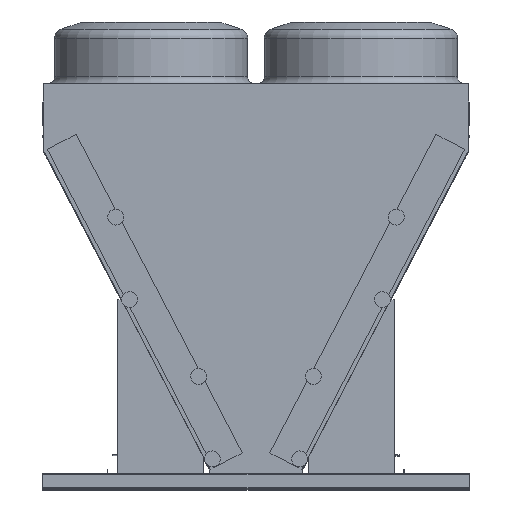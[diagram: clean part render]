
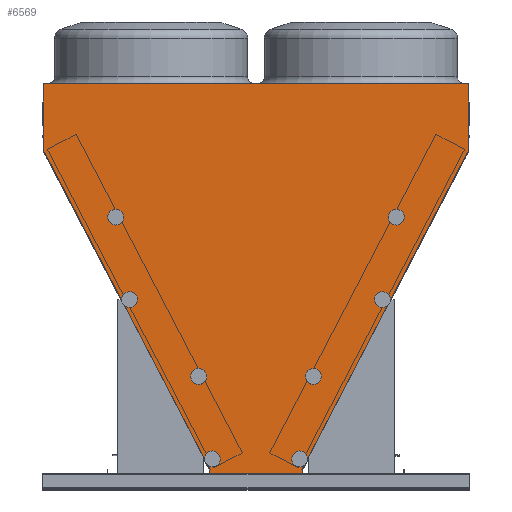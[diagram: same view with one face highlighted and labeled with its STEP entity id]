
A CAD part, top view. The second image highlights one B-rep face of the part: STEP entity #6569.
In plain terms, the highlighted planar face has unit normal (0, 0, 1).
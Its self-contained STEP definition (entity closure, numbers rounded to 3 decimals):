
#11 = LINE ( 'NONE', #11371, #17694 ) ;
#467 = DIRECTION ( 'NONE',  ( 0., 0., -1. ) ) ;
#522 = EDGE_CURVE ( 'NONE', #5660, #20479, #21574, .T. ) ;
#913 = EDGE_CURVE ( 'NONE', #9631, #13863, #19858, .T. ) ;
#1077 = LINE ( 'NONE', #10411, #13480 ) ;
#1863 = EDGE_CURVE ( 'NONE', #12933, #19510, #17918, .T. ) ;
#2015 = VERTEX_POINT ( 'NONE', #15931 ) ;
#2031 = DIRECTION ( 'NONE',  ( 0.462, 0.887, 0. ) ) ;
#2108 = DIRECTION ( 'NONE',  ( 0., 1., 0. ) ) ;
#2173 = ORIENTED_EDGE ( 'NONE', *, *, #5011, .T. ) ;
#2254 = CARTESIAN_POINT ( 'NONE',  ( -1136.282, 2083.62, 0. ) ) ;
#2534 = VECTOR ( 'NONE', #11666, 1000. ) ;
#2670 = PLANE ( 'NONE',  #25426 ) ;
#2863 = VERTEX_POINT ( 'NONE', #3737 ) ;
#2868 = ORIENTED_EDGE ( 'NONE', *, *, #24234, .T. ) ;
#2922 = LINE ( 'NONE', #21712, #4382 ) ;
#3029 = EDGE_CURVE ( 'NONE', #2015, #9995, #26670, .T. ) ;
#3042 = DIRECTION ( 'NONE',  ( 0., 1., 0. ) ) ;
#3176 = CARTESIAN_POINT ( 'NONE',  ( 245.39, 20.232, 0. ) ) ;
#3253 = VECTOR ( 'NONE', #13183, 1000. ) ;
#3737 = CARTESIAN_POINT ( 'NONE',  ( 279.893, 0., 0. ) ) ;
#3793 = CARTESIAN_POINT ( 'NONE',  ( 246.893, 1.482, 0. ) ) ;
#3848 = DIRECTION ( 'NONE',  ( -0.463, 0.886, 0. ) ) ;
#3886 = CARTESIAN_POINT ( 'NONE',  ( -1136.282, 1727.462, 0. ) ) ;
#4123 = VECTOR ( 'NONE', #11631, 1000. ) ;
#4192 = VECTOR ( 'NONE', #7615, 1000. ) ;
#4382 = VECTOR ( 'NONE', #10780, 1000. ) ;
#4388 = CARTESIAN_POINT ( 'NONE',  ( 246.893, 17.358, 0. ) ) ;
#4540 = CARTESIAN_POINT ( 'NONE',  ( -246.893, 17.358, 0. ) ) ;
#4551 = CARTESIAN_POINT ( 'NONE',  ( 279.893, 1.482, 0. ) ) ;
#4569 = CARTESIAN_POINT ( 'NONE',  ( -1127.739, 1711.053, 0. ) ) ;
#5011 = EDGE_CURVE ( 'NONE', #19510, #15500, #9604, .T. ) ;
#5175 = ORIENTED_EDGE ( 'NONE', *, *, #17878, .T. ) ;
#5192 = VERTEX_POINT ( 'NONE', #11785 ) ;
#5516 = VECTOR ( 'NONE', #22193, 1000. ) ;
#5660 = VERTEX_POINT ( 'NONE', #13452 ) ;
#5893 = VERTEX_POINT ( 'NONE', #27479 ) ;
#6033 = LINE ( 'NONE', #20247, #18187 ) ;
#6041 = CARTESIAN_POINT ( 'NONE',  ( 279.893, 0., 0. ) ) ;
#6190 = EDGE_CURVE ( 'NONE', #9995, #5192, #19771, .T. ) ;
#6317 = ORIENTED_EDGE ( 'NONE', *, *, #3029, .T. ) ;
#6459 = CARTESIAN_POINT ( 'NONE',  ( -246.893, 1.482, 0. ) ) ;
#6461 = CARTESIAN_POINT ( 'NONE',  ( -279.893, 0., 0. ) ) ;
#6569 = ADVANCED_FACE ( 'NONE', ( #22460 ), #2670, .F. ) ;
#6620 = CARTESIAN_POINT ( 'NONE',  ( -246.893, 17.358, 0. ) ) ;
#6653 = DIRECTION ( 'NONE',  ( 1., 0., 0. ) ) ;
#7047 = CARTESIAN_POINT ( 'NONE',  ( -1126.246, 1711.83, 0. ) ) ;
#7380 = LINE ( 'NONE', #25508, #8091 ) ;
#7581 = CARTESIAN_POINT ( 'NONE',  ( -1127.739, 1711.053, 0. ) ) ;
#7615 = DIRECTION ( 'NONE',  ( 0.887, 0.462, 0. ) ) ;
#7766 = VERTEX_POINT ( 'NONE', #4551 ) ;
#8091 = VECTOR ( 'NONE', #3042, 1000. ) ;
#8382 = DIRECTION ( 'NONE',  ( 0., 1., 0. ) ) ;
#8552 = LINE ( 'NONE', #6041, #19838 ) ;
#8789 = ORIENTED_EDGE ( 'NONE', *, *, #6190, .T. ) ;
#8825 = ORIENTED_EDGE ( 'NONE', *, *, #23534, .T. ) ;
#8981 = ORIENTED_EDGE ( 'NONE', *, *, #19994, .T. ) ;
#9604 = LINE ( 'NONE', #18137, #26557 ) ;
#9631 = VERTEX_POINT ( 'NONE', #18824 ) ;
#9834 = ORIENTED_EDGE ( 'NONE', *, *, #19856, .T. ) ;
#9946 = EDGE_LOOP ( 'NONE', ( #8825, #15850, #25157, #24718, #26546, #6317, #8789, #17281, #8981, #11761, #9834, #2868, #11931, #5175, #15180, #2173, #20603, #25836 ) ) ;
#9995 = VERTEX_POINT ( 'NONE', #6459 ) ;
#10274 = LINE ( 'NONE', #4569, #2534 ) ;
#10411 = CARTESIAN_POINT ( 'NONE',  ( -1136.282, 2083.62, 0. ) ) ;
#10780 = DIRECTION ( 'NONE',  ( -1., 0., 0. ) ) ;
#11026 = LINE ( 'NONE', #6461, #5516 ) ;
#11342 = DIRECTION ( 'NONE',  ( 0., -1., 0. ) ) ;
#11371 = CARTESIAN_POINT ( 'NONE',  ( 279.893, 0., 0. ) ) ;
#11631 = DIRECTION ( 'NONE',  ( -0.461, -0.887, 0. ) ) ;
#11666 = DIRECTION ( 'NONE',  ( 0.462, -0.887, 0. ) ) ;
#11761 = ORIENTED_EDGE ( 'NONE', *, *, #16962, .T. ) ;
#11785 = CARTESIAN_POINT ( 'NONE',  ( -279.893, 1.482, 0. ) ) ;
#11931 = ORIENTED_EDGE ( 'NONE', *, *, #913, .T. ) ;
#12113 = EDGE_CURVE ( 'NONE', #15500, #5893, #7380, .T. ) ;
#12442 = VERTEX_POINT ( 'NONE', #13302 ) ;
#12479 = EDGE_CURVE ( 'NONE', #5192, #26722, #11026, .T. ) ;
#12933 = VERTEX_POINT ( 'NONE', #23713 ) ;
#12956 = CARTESIAN_POINT ( 'NONE',  ( 1127.607, 1711.053, 0. ) ) ;
#13055 = EDGE_CURVE ( 'NONE', #20479, #23256, #15579, .T. ) ;
#13183 = DIRECTION ( 'NONE',  ( 0.462, -0.887, 0. ) ) ;
#13302 = CARTESIAN_POINT ( 'NONE',  ( -1136.282, 1727.462, 0. ) ) ;
#13452 = CARTESIAN_POINT ( 'NONE',  ( -1127.739, 1711.053, 0. ) ) ;
#13480 = VECTOR ( 'NONE', #25863, 1000. ) ;
#13854 = CARTESIAN_POINT ( 'NONE',  ( -279.893, 0., 0. ) ) ;
#13863 = VERTEX_POINT ( 'NONE', #3176 ) ;
#14478 = CARTESIAN_POINT ( 'NONE',  ( 245.39, 20.232, 0. ) ) ;
#15092 = VECTOR ( 'NONE', #11342, 1000. ) ;
#15180 = ORIENTED_EDGE ( 'NONE', *, *, #1863, .T. ) ;
#15301 = CARTESIAN_POINT ( 'NONE',  ( -245.403, 20.223, 0. ) ) ;
#15458 = CARTESIAN_POINT ( 'NONE',  ( -279.893, 1.482, 0. ) ) ;
#15500 = VERTEX_POINT ( 'NONE', #22929 ) ;
#15579 = LINE ( 'NONE', #15301, #3253 ) ;
#15737 = VECTOR ( 'NONE', #21055, 1000. ) ;
#15850 = ORIENTED_EDGE ( 'NONE', *, *, #26746, .T. ) ;
#15931 = CARTESIAN_POINT ( 'NONE',  ( -246.893, 17.358, 0. ) ) ;
#16126 = VECTOR ( 'NONE', #3848, 1000. ) ;
#16428 = LINE ( 'NONE', #4540, #4123 ) ;
#16634 = DIRECTION ( 'NONE',  ( -1., 0., 0. ) ) ;
#16962 = EDGE_CURVE ( 'NONE', #2863, #7766, #8552, .T. ) ;
#17281 = ORIENTED_EDGE ( 'NONE', *, *, #12479, .T. ) ;
#17694 = VECTOR ( 'NONE', #6653, 1000. ) ;
#17878 = EDGE_CURVE ( 'NONE', #13863, #12933, #27322, .T. ) ;
#17918 = LINE ( 'NONE', #12956, #28108 ) ;
#18137 = CARTESIAN_POINT ( 'NONE',  ( 1127.607, 1711.053, 0. ) ) ;
#18187 = VECTOR ( 'NONE', #2108, 1000. ) ;
#18824 = CARTESIAN_POINT ( 'NONE',  ( 246.893, 17.358, 0. ) ) ;
#18831 = CARTESIAN_POINT ( 'NONE',  ( -245.403, 20.223, 0. ) ) ;
#19454 = VERTEX_POINT ( 'NONE', #2254 ) ;
#19510 = VERTEX_POINT ( 'NONE', #24978 ) ;
#19771 = LINE ( 'NONE', #15458, #24874 ) ;
#19838 = VECTOR ( 'NONE', #8382, 1000. ) ;
#19856 = EDGE_CURVE ( 'NONE', #7766, #25225, #2922, .T. ) ;
#19858 = LINE ( 'NONE', #4388, #16126 ) ;
#19994 = EDGE_CURVE ( 'NONE', #26722, #2863, #11, .T. ) ;
#20247 = CARTESIAN_POINT ( 'NONE',  ( 246.893, 17.358, 0. ) ) ;
#20479 = VERTEX_POINT ( 'NONE', #7047 ) ;
#20603 = ORIENTED_EDGE ( 'NONE', *, *, #12113, .T. ) ;
#20652 = EDGE_CURVE ( 'NONE', #5893, #19454, #1077, .T. ) ;
#21055 = DIRECTION ( 'NONE',  ( 0.462, 0.887, 0. ) ) ;
#21574 = LINE ( 'NONE', #7581, #4192 ) ;
#21712 = CARTESIAN_POINT ( 'NONE',  ( 279.893, 1.482, 0. ) ) ;
#22193 = DIRECTION ( 'NONE',  ( 0., -1., 0. ) ) ;
#22267 = VECTOR ( 'NONE', #28549, 1000. ) ;
#22460 = FACE_OUTER_BOUND ( 'NONE', #9946, .T. ) ;
#22929 = CARTESIAN_POINT ( 'NONE',  ( 1136.15, 1727.462, 0. ) ) ;
#22961 = LINE ( 'NONE', #3886, #22267 ) ;
#23256 = VERTEX_POINT ( 'NONE', #18831 ) ;
#23534 = EDGE_CURVE ( 'NONE', #19454, #12442, #22961, .T. ) ;
#23713 = CARTESIAN_POINT ( 'NONE',  ( 1126.218, 1711.776, 0. ) ) ;
#24234 = EDGE_CURVE ( 'NONE', #25225, #9631, #6033, .T. ) ;
#24718 = ORIENTED_EDGE ( 'NONE', *, *, #13055, .T. ) ;
#24780 = EDGE_CURVE ( 'NONE', #23256, #2015, #16428, .T. ) ;
#24874 = VECTOR ( 'NONE', #28487, 1000. ) ;
#24978 = CARTESIAN_POINT ( 'NONE',  ( 1127.607, 1711.053, 0. ) ) ;
#25157 = ORIENTED_EDGE ( 'NONE', *, *, #522, .T. ) ;
#25225 = VERTEX_POINT ( 'NONE', #3793 ) ;
#25269 = CARTESIAN_POINT ( 'NONE',  ( 0., 0., 0. ) ) ;
#25426 = AXIS2_PLACEMENT_3D ( 'NONE', #25269, #467, #16634 ) ;
#25508 = CARTESIAN_POINT ( 'NONE',  ( 1136.15, 2083.62, 0. ) ) ;
#25836 = ORIENTED_EDGE ( 'NONE', *, *, #20652, .T. ) ;
#25863 = DIRECTION ( 'NONE',  ( -1., 0., 0. ) ) ;
#26546 = ORIENTED_EDGE ( 'NONE', *, *, #24780, .T. ) ;
#26557 = VECTOR ( 'NONE', #2031, 1000. ) ;
#26670 = LINE ( 'NONE', #6620, #15092 ) ;
#26722 = VERTEX_POINT ( 'NONE', #13854 ) ;
#26746 = EDGE_CURVE ( 'NONE', #12442, #5660, #10274, .T. ) ;
#27322 = LINE ( 'NONE', #14478, #15737 ) ;
#27479 = CARTESIAN_POINT ( 'NONE',  ( 1136.15, 2083.62, 0. ) ) ;
#28108 = VECTOR ( 'NONE', #28216, 1000. ) ;
#28216 = DIRECTION ( 'NONE',  ( 0.887, -0.462, 0. ) ) ;
#28487 = DIRECTION ( 'NONE',  ( -1., 0., 0. ) ) ;
#28549 = DIRECTION ( 'NONE',  ( 0., -1., 0. ) ) ;
